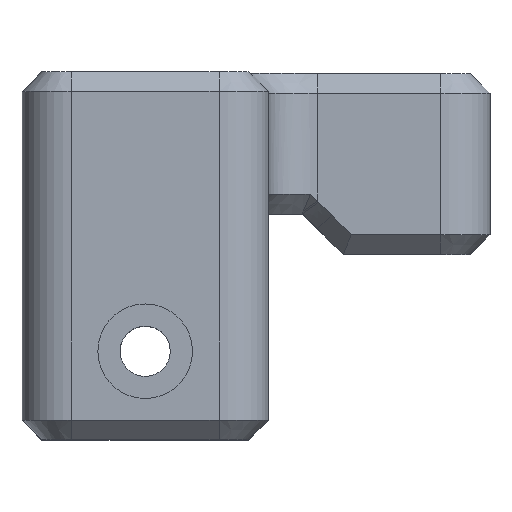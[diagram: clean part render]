
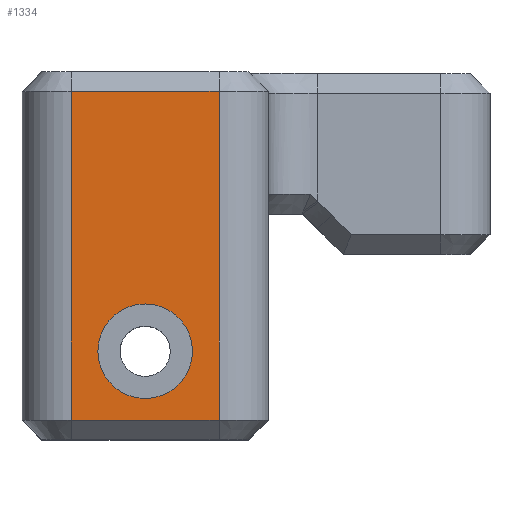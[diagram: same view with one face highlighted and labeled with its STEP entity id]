
A CAD part, top view. The second image highlights one B-rep face of the part: STEP entity #1334.
In plain terms, the highlighted planar face has unit normal (0, 0, 1).
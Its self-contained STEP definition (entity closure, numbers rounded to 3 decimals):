
#120=LINE('',#2189,#242);
#149=LINE('',#2262,#271);
#165=LINE('',#2310,#287);
#166=LINE('',#2312,#288);
#242=VECTOR('',#1716,10.);
#271=VECTOR('',#1799,10.);
#287=VECTOR('',#1857,10.);
#288=VECTOR('',#1860,10.);
#315=FACE_BOUND('',#481,.T.);
#394=FACE_OUTER_BOUND('',#480,.T.);
#480=EDGE_LOOP('',(#1175,#1176,#1177,#1178));
#481=EDGE_LOOP('',(#1179));
#494=CIRCLE('',#1347,4.8);
#552=VERTEX_POINT('',#1882);
#631=VERTEX_POINT('',#2181);
#633=VERTEX_POINT('',#2187);
#648=VERTEX_POINT('',#2255);
#650=VERTEX_POINT('',#2261);
#664=EDGE_CURVE('',#552,#552,#494,.T.);
#782=EDGE_CURVE('',#633,#631,#120,.T.);
#819=EDGE_CURVE('',#648,#650,#149,.T.);
#845=EDGE_CURVE('',#650,#633,#165,.T.);
#846=EDGE_CURVE('',#631,#648,#166,.T.);
#1175=ORIENTED_EDGE('',*,*,#782,.F.);
#1176=ORIENTED_EDGE('',*,*,#845,.F.);
#1177=ORIENTED_EDGE('',*,*,#819,.F.);
#1178=ORIENTED_EDGE('',*,*,#846,.F.);
#1179=ORIENTED_EDGE('',*,*,#664,.T.);
#1257=PLANE('',#1472);
#1334=ADVANCED_FACE('',(#394,#315),#1257,.T.);
#1347=AXIS2_PLACEMENT_3D('',#1883,#1489,#1490);
#1472=AXIS2_PLACEMENT_3D('',#2311,#1858,#1859);
#1489=DIRECTION('center_axis',(0.,0.,-1.));
#1490=DIRECTION('ref_axis',(1.,0.,0.));
#1716=DIRECTION('',(-1.,0.,0.));
#1799=DIRECTION('',(1.,0.,0.));
#1857=DIRECTION('',(0.,-1.,0.));
#1858=DIRECTION('center_axis',(0.,0.,1.));
#1859=DIRECTION('ref_axis',(1.,0.,0.));
#1860=DIRECTION('',(0.,1.,0.));
#1882=CARTESIAN_POINT('',(330.2,420.,370.));
#1883=CARTESIAN_POINT('Origin',(335.,420.,370.));
#2181=CARTESIAN_POINT('',(327.5,413.,370.));
#2187=CARTESIAN_POINT('',(342.5,413.,370.));
#2189=CARTESIAN_POINT('',(328.75,413.,370.));
#2255=CARTESIAN_POINT('',(327.5,446.364,370.));
#2261=CARTESIAN_POINT('',(342.5,446.364,370.));
#2262=CARTESIAN_POINT('',(341.25,446.364,370.));
#2310=CARTESIAN_POINT('',(342.5,437.666,370.));
#2311=CARTESIAN_POINT('Origin',(335.,441.232,370.));
#2312=CARTESIAN_POINT('',(327.5,444.798,370.));
